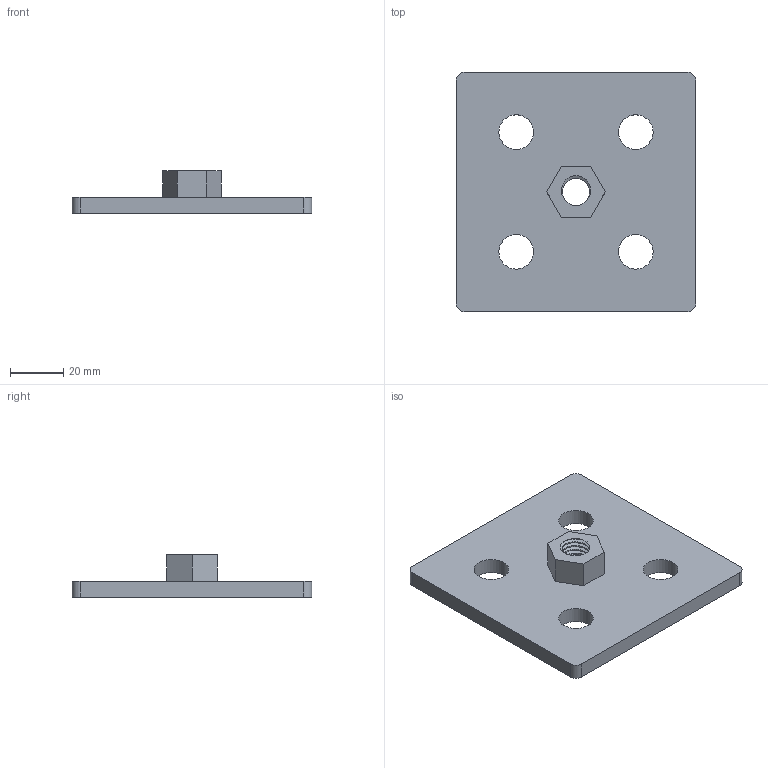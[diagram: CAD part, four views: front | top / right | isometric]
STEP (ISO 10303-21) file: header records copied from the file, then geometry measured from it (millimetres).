
FILE_DESCRIPTION(/* description */ (''),/* implementation_level */ '2;1');
FILE_NAME(/* name */ 'Адаптер опоры подпятник 45 серия 90х90 М12.step',/* time_stamp */ '2022-10-02T02:22:05+03:00',/* author */ (''),/* organization */ (''),/* preprocessor_version */ 'ST-DEVELOPER v19',/* originating_system */ 'Autodesk Translation Framework v11.7.0.108',/* authorisation */ '');
FILE_SCHEMA (('AUTOMOTIVE_DESIGN { 1 0 10303 214 3 1 1 }'));
Length unit declared in the file: millimetre
Products named in the file (1): (Unsaved)
Bounding box: 90 x 90 x 16 mm (x, y, z)
Volume: 46670 mm3; surface area: 19527.3 mm2
Topology: 1 solids, 1 shells, 39 faces, 105 edges, 70 vertices
Faces by surface type: cylinder 23, plane 14, bspline 2
Full cylindrical faces by diameter (mm): 10.274 x5, 12.226 x5, 13 x4, 13.5 x1
Entity records: 2930 total; most frequent: CARTESIAN_POINT 1938, ORIENTED_EDGE 210, DIRECTION 173, EDGE_CURVE 105, VERTEX_POINT 70, AXIS2_PLACEMENT_3D 61, EDGE_LOOP 51, LINE 51
